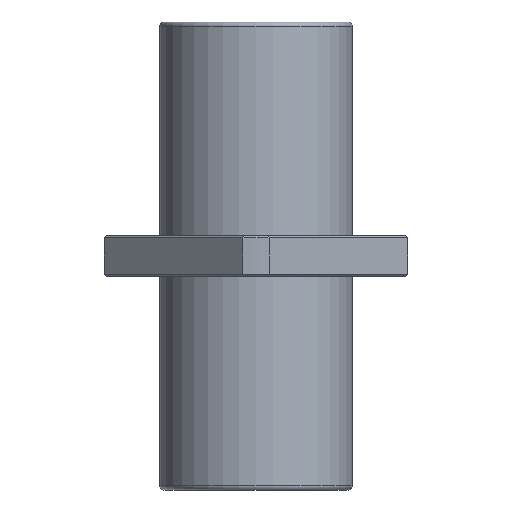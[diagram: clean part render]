
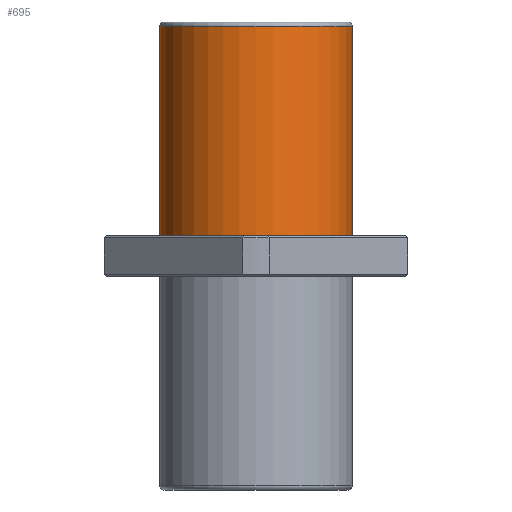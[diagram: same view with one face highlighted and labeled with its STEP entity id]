
A CAD part, front view. The second image highlights one B-rep face of the part: STEP entity #695.
In plain terms, the highlighted cylindrical face has radius 31 mm (diameter 62 mm), a full revolution.
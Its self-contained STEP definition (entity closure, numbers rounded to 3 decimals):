
#92=CYLINDRICAL_SURFACE('',#764,31.);
#117=ORIENTED_EDGE('',*,*,#292,.T.);
#118=ORIENTED_EDGE('',*,*,#291,.T.);
#291=EDGE_CURVE('',#379,#379,#443,.T.);
#292=EDGE_CURVE('',#380,#380,#444,.T.);
#379=VERTEX_POINT('',#1096);
#380=VERTEX_POINT('',#1099);
#443=CIRCLE('',#763,31.);
#444=CIRCLE('',#765,31.);
#493=EDGE_LOOP('',(#117));
#494=EDGE_LOOP('',(#118));
#583=FACE_BOUND('',#493,.T.);
#584=FACE_BOUND('',#494,.T.);
#695=ADVANCED_FACE('',(#583,#584),#92,.T.);
#763=AXIS2_PLACEMENT_3D('',#1095,#870,#871);
#764=AXIS2_PLACEMENT_3D('',#1097,#872,#873);
#765=AXIS2_PLACEMENT_3D('',#1098,#874,#875);
#870=DIRECTION('',(0.,0.,-1.));
#871=DIRECTION('',(-1.,0.,0.));
#872=DIRECTION('',(0.,0.,-1.));
#873=DIRECTION('',(-1.,0.,0.));
#874=DIRECTION('',(0.,0.,1.));
#875=DIRECTION('',(1.,0.,0.));
#1095=CARTESIAN_POINT('',(0.,0.,74.2));
#1096=CARTESIAN_POINT('',(-31.,0.,74.2));
#1097=CARTESIAN_POINT('',(0.,0.,-75.5));
#1098=CARTESIAN_POINT('',(0.,0.,6.5));
#1099=CARTESIAN_POINT('',(31.,0.,6.5));
